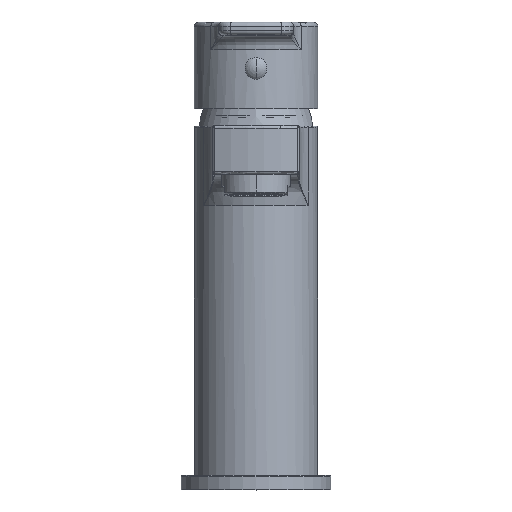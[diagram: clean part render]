
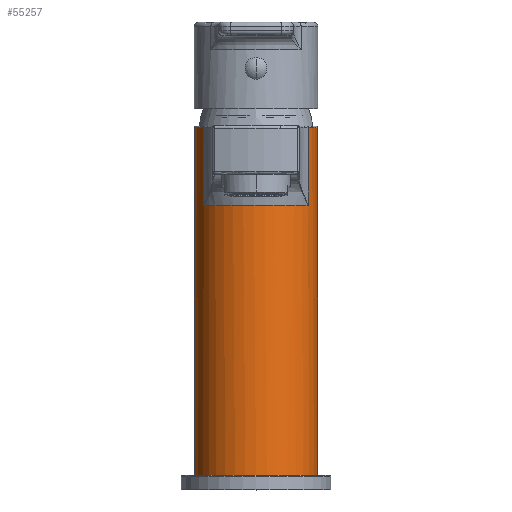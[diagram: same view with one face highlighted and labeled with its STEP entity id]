
A CAD part, top view. The second image highlights one B-rep face of the part: STEP entity #55257.
In plain terms, the highlighted cylindrical face has radius 21.4 mm (diameter 42.8 mm), a partial arc.
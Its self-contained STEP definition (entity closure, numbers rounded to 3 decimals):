
#4339=CARTESIAN_POINT('',(18.131,95.,11.367));
#4359=CARTESIAN_POINT('',(18.131,95.,11.367));
#4360=CARTESIAN_POINT('',(17.992,95.,11.589));
#4361=CARTESIAN_POINT('',(17.705,95.,12.028));
#4362=CARTESIAN_POINT('',(17.251,95.,12.671));
#4363=CARTESIAN_POINT('',(16.774,95.,13.296));
#4364=CARTESIAN_POINT('',(16.274,95.,13.904));
#4365=CARTESIAN_POINT('',(15.752,95.,14.492));
#4366=CARTESIAN_POINT('',(15.209,95.,15.061));
#4367=CARTESIAN_POINT('',(14.645,95.,15.61));
#4368=CARTESIAN_POINT('',(14.062,95.,16.138));
#4369=CARTESIAN_POINT('',(13.459,95.,16.644));
#4370=CARTESIAN_POINT('',(12.839,95.,17.127));
#4371=CARTESIAN_POINT('',(12.2,95.,17.587));
#4372=CARTESIAN_POINT('',(11.546,95.,18.024));
#4373=CARTESIAN_POINT('',(10.876,95.,18.436));
#4374=CARTESIAN_POINT('',(10.191,95.,18.823));
#4375=CARTESIAN_POINT('',(9.492,95.,19.185));
#4376=CARTESIAN_POINT('',(8.781,95.,19.521));
#4377=CARTESIAN_POINT('',(8.058,95.,19.83));
#4378=CARTESIAN_POINT('',(7.323,95.,20.113));
#4379=CARTESIAN_POINT('',(6.579,95.,20.369));
#4380=CARTESIAN_POINT('',(5.826,95.,20.597));
#4381=CARTESIAN_POINT('',(5.066,95.,20.797));
#4382=CARTESIAN_POINT('',(4.298,95.,20.969));
#4383=CARTESIAN_POINT('',(3.524,95.,21.113));
#4384=CARTESIAN_POINT('',(2.746,95.,21.228));
#4385=CARTESIAN_POINT('',(1.964,95.,21.315));
#4386=CARTESIAN_POINT('',(1.18,95.,21.372));
#4387=CARTESIAN_POINT('',(0.393,95.,21.401));
#4388=CARTESIAN_POINT('',(-0.393,95.,21.401));
#4389=CARTESIAN_POINT('',(-1.18,95.,21.372));
#4390=CARTESIAN_POINT('',(-1.964,95.,21.315));
#4391=CARTESIAN_POINT('',(-2.746,95.,21.228));
#4392=CARTESIAN_POINT('',(-3.524,95.,21.113));
#4393=CARTESIAN_POINT('',(-4.298,95.,20.969));
#4394=CARTESIAN_POINT('',(-5.065,95.,20.797));
#4395=CARTESIAN_POINT('',(-5.826,95.,20.597));
#4396=CARTESIAN_POINT('',(-6.579,95.,20.369));
#4397=CARTESIAN_POINT('',(-7.323,95.,20.113));
#4398=CARTESIAN_POINT('',(-8.058,95.,19.83));
#4399=CARTESIAN_POINT('',(-8.781,95.,19.521));
#4400=CARTESIAN_POINT('',(-9.492,95.,19.185));
#4401=CARTESIAN_POINT('',(-10.191,95.,18.823));
#4402=CARTESIAN_POINT('',(-10.876,95.,18.436));
#4403=CARTESIAN_POINT('',(-11.546,95.,18.024));
#4404=CARTESIAN_POINT('',(-12.2,95.,17.587));
#4405=CARTESIAN_POINT('',(-12.838,95.,17.127));
#4406=CARTESIAN_POINT('',(-13.459,95.,16.644));
#4407=CARTESIAN_POINT('',(-14.062,95.,16.138));
#4408=CARTESIAN_POINT('',(-14.645,95.,15.61));
#4409=CARTESIAN_POINT('',(-15.209,95.,15.062));
#4410=CARTESIAN_POINT('',(-15.752,95.,14.492));
#4411=CARTESIAN_POINT('',(-16.274,95.,13.904));
#4412=CARTESIAN_POINT('',(-16.774,95.,13.296));
#4413=CARTESIAN_POINT('',(-17.251,95.,12.671));
#4414=CARTESIAN_POINT('',(-17.705,95.,12.028));
#4415=CARTESIAN_POINT('',(-17.992,95.,11.589));
#4416=CARTESIAN_POINT('',(-18.131,95.,11.367));
#4442=CARTESIAN_POINT('',(-18.131,95.,11.367));
#4444=DIRECTION('',(0.,1.,0.));
#4445=VECTOR('',#4444,27.);
#4446=CARTESIAN_POINT('',(-18.131,95.,11.367));
#4447=LINE('',#4446,#4445);
#4453=CARTESIAN_POINT('',(0.,1.,0.));
#4454=DIRECTION('',(0.,1.,0.));
#4455=DIRECTION('',(-1.,0.,0.));
#4456=AXIS2_PLACEMENT_3D('',#4453,#4454,#4455);
#4458=DIRECTION('',(0.,1.,0.));
#4459=VECTOR('',#4458,121.);
#4460=CARTESIAN_POINT('',(-21.4,1.,0.));
#4461=LINE('',#4460,#4459);
#4462=CARTESIAN_POINT('',(0.,122.,0.));
#4463=DIRECTION('',(0.,1.,0.));
#4464=DIRECTION('',(-1.,0.,0.));
#4465=AXIS2_PLACEMENT_3D('',#4462,#4463,#4464);
#4467=CARTESIAN_POINT('',(0.,122.,0.));
#4468=DIRECTION('',(0.,1.,0.));
#4469=DIRECTION('',(0.847,0.,0.531));
#4470=AXIS2_PLACEMENT_3D('',#4467,#4468,#4469);
#5910=DIRECTION('',(0.,1.,0.));
#5911=VECTOR('',#5910,121.);
#5912=CARTESIAN_POINT('',(21.4,1.,0.));
#5913=LINE('',#5912,#5911);
#6520=DIRECTION('',(0.,-1.,0.));
#6521=VECTOR('',#6520,27.);
#6522=CARTESIAN_POINT('',(18.131,122.,11.367));
#6523=LINE('',#6522,#6521);
#42082=VERTEX_POINT('',#4442);
#42090=VERTEX_POINT('',#4339);
#42111=CARTESIAN_POINT('',(18.131,122.,11.367));
#42112=VERTEX_POINT('',#42111);
#42121=CARTESIAN_POINT('',(-18.131,122.,11.367));
#42122=VERTEX_POINT('',#42121);
#42131=CARTESIAN_POINT('',(-21.4,122.,0.));
#42132=VERTEX_POINT('',#42131);
#42133=CARTESIAN_POINT('',(21.4,122.,0.));
#42134=VERTEX_POINT('',#42133);
#51632=CARTESIAN_POINT('',(21.4,1.,0.));
#51633=CARTESIAN_POINT('',(-21.4,1.,0.));
#51634=VERTEX_POINT('',#51632);
#51635=VERTEX_POINT('',#51633);
#55236=CARTESIAN_POINT('',(0.,0.,0.));
#55237=DIRECTION('',(0.,1.,0.));
#55238=DIRECTION('',(1.,0.,0.));
#55239=AXIS2_PLACEMENT_3D('',#55236,#55237,#55238);
#55240=CYLINDRICAL_SURFACE('',#55239,21.4);
#55242=ORIENTED_EDGE('',*,*,#55241,.F.);
#55244=ORIENTED_EDGE('',*,*,#55243,.T.);
#55246=ORIENTED_EDGE('',*,*,#55245,.T.);
#55247=ORIENTED_EDGE('',*,*,#55220,.F.);
#55248=ORIENTED_EDGE('',*,*,#55123,.F.);
#55250=ORIENTED_EDGE('',*,*,#55249,.F.);
#55252=ORIENTED_EDGE('',*,*,#55251,.T.);
#55254=ORIENTED_EDGE('',*,*,#55253,.F.);
#55255=EDGE_LOOP('',(#55242,#55244,#55246,#55247,#55248,#55250,#55252,#55254));
#55256=FACE_OUTER_BOUND('',#55255,.F.);
#55257=ADVANCED_FACE('',(#55256),#55240,.T.);
#4417=B_SPLINE_CURVE_WITH_KNOTS('',3,(#4359,#4360,#4361,#4362,#4363,#4364,#4365,
#4366,#4367,#4368,#4369,#4370,#4371,#4372,#4373,#4374,#4375,#4376,#4377,#4378,
#4379,#4380,#4381,#4382,#4383,#4384,#4385,#4386,#4387,#4388,#4389,#4390,#4391,
#4392,#4393,#4394,#4395,#4396,#4397,#4398,#4399,#4400,#4401,#4402,#4403,#4404,
#4405,#4406,#4407,#4408,#4409,#4410,#4411,#4412,#4413,#4414,#4415,#4416),
.UNSPECIFIED.,.F.,.F.,(4,1,1,1,1,1,1,1,1,1,1,1,1,1,1,1,1,1,1,1,1,1,1,1,1,1,1,1,
1,1,1,1,1,1,1,1,1,1,1,1,1,1,1,1,1,1,1,1,1,1,1,1,1,1,1,4),(0.,
0.018,0.036,0.055,0.073,
0.091,0.109,0.127,0.145,
0.164,0.182,0.2,0.218,0.236,
0.255,0.273,0.291,0.309,
0.327,0.345,0.364,0.382,0.4,
0.418,0.436,0.455,0.473,
0.491,0.509,0.527,0.545,
0.564,0.582,0.6,0.618,0.636,
0.655,0.673,0.691,0.709,
0.727,0.745,0.764,0.782,0.8,
0.818,0.836,0.855,0.873,
0.891,0.909,0.927,0.945,
0.964,0.982,1.),.UNSPECIFIED.);
#4457=CIRCLE('',#4456,21.4);
#4466=CIRCLE('',#4465,21.4);
#4471=CIRCLE('',#4470,21.4);
#55123=EDGE_CURVE('',#42090,#42082,#4417,.T.);
#55220=EDGE_CURVE('',#42082,#42122,#4447,.T.);
#55241=EDGE_CURVE('',#51635,#51634,#4457,.T.);
#55243=EDGE_CURVE('',#51635,#42132,#4461,.T.);
#55245=EDGE_CURVE('',#42132,#42122,#4466,.T.);
#55249=EDGE_CURVE('',#42112,#42090,#6523,.T.);
#55251=EDGE_CURVE('',#42112,#42134,#4471,.T.);
#55253=EDGE_CURVE('',#51634,#42134,#5913,.T.);
